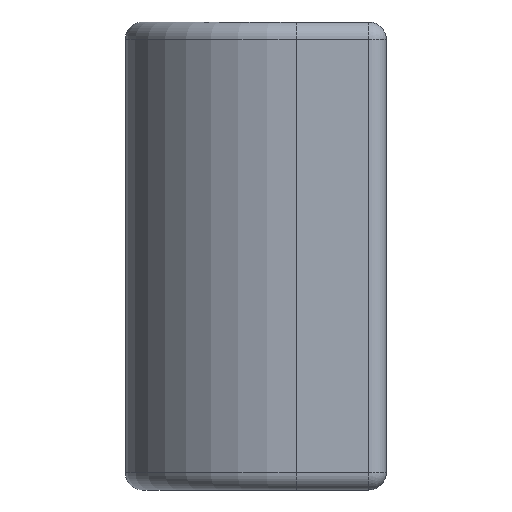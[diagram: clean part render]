
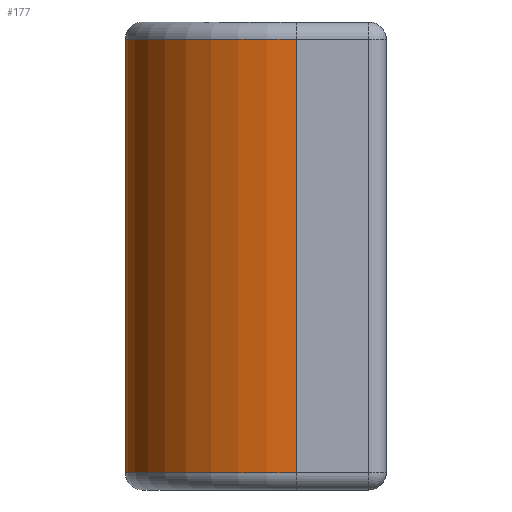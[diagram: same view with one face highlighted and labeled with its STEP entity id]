
A CAD part, left-side view. The second image highlights one B-rep face of the part: STEP entity #177.
In plain terms, the highlighted cylindrical face has radius 7.531 mm (diameter 15.062 mm), a partial arc.
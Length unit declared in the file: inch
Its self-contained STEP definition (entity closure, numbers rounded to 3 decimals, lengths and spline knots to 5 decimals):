
#4 = DIRECTION ( 'NONE',  ( 1., 0., 0. ) ) ;
#90 = CARTESIAN_POINT ( 'NONE',  ( -0.3905, 0.1565, 0.375 ) ) ;
#144 = DIRECTION ( 'NONE',  ( 0., 0., 1. ) ) ;
#156 = ORIENTED_EDGE ( 'NONE', *, *, #555, .F. ) ;
#177 = ADVANCED_FACE ( 'NONE', ( #2715 ), #897, .T. ) ;
#500 = CARTESIAN_POINT ( 'NONE',  ( -0.9835, 0.1565, 0.375 ) ) ;
#530 = CARTESIAN_POINT ( 'NONE',  ( -0.3905, 0.1565, 0.375 ) ) ;
#555 = EDGE_CURVE ( 'NONE', #1507, #1818, #1477, .T. ) ;
#897 = CYLINDRICAL_SURFACE ( 'NONE', #1582, 0.2965 ) ;
#1027 = CARTESIAN_POINT ( 'NONE',  ( -0.9835, 0.1565, 0.375 ) ) ;
#1363 = DIRECTION ( 'NONE',  ( 0., 0., -1. ) ) ;
#1477 = CIRCLE ( 'NONE', #2159, 0.2965 ) ;
#1507 = VERTEX_POINT ( 'NONE', #90 ) ;
#1536 = AXIS2_PLACEMENT_3D ( 'NONE', #1783, #144, #2060 ) ;
#1557 = DIRECTION ( 'NONE',  ( 1., 0., 0. ) ) ;
#1580 = ORIENTED_EDGE ( 'NONE', *, *, #2582, .T. ) ;
#1582 = AXIS2_PLACEMENT_3D ( 'NONE', #3199, #3458, #1557 ) ;
#1649 = DIRECTION ( 'NONE',  ( 0., 0., 1. ) ) ;
#1769 = VECTOR ( 'NONE', #1363, 39.37008 ) ;
#1771 = VECTOR ( 'NONE', #2953, 39.37008 ) ;
#1783 = CARTESIAN_POINT ( 'NONE',  ( -0.687, 0.1565, -0.375 ) ) ;
#1818 = VERTEX_POINT ( 'NONE', #500 ) ;
#1964 = CARTESIAN_POINT ( 'NONE',  ( -0.3905, 0.1565, -0.375 ) ) ;
#2060 = DIRECTION ( 'NONE',  ( 1., 0., 0. ) ) ;
#2159 = AXIS2_PLACEMENT_3D ( 'NONE', #3291, #1649, #4 ) ;
#2234 = EDGE_LOOP ( 'NONE', ( #1580, #2328, #3089, #156 ) ) ;
#2280 = CARTESIAN_POINT ( 'NONE',  ( -0.9835, 0.1565, -0.375 ) ) ;
#2328 = ORIENTED_EDGE ( 'NONE', *, *, #3506, .T. ) ;
#2505 = LINE ( 'NONE', #530, #1769 ) ;
#2582 = EDGE_CURVE ( 'NONE', #1507, #2718, #2505, .T. ) ;
#2715 = FACE_OUTER_BOUND ( 'NONE', #2234, .T. ) ;
#2718 = VERTEX_POINT ( 'NONE', #1964 ) ;
#2800 = VERTEX_POINT ( 'NONE', #2280 ) ;
#2953 = DIRECTION ( 'NONE',  ( 0., 0., -1. ) ) ;
#3089 = ORIENTED_EDGE ( 'NONE', *, *, #3549, .F. ) ;
#3122 = CIRCLE ( 'NONE', #1536, 0.2965 ) ;
#3199 = CARTESIAN_POINT ( 'NONE',  ( -0.687, 0.1565, 0. ) ) ;
#3242 = LINE ( 'NONE', #1027, #1771 ) ;
#3291 = CARTESIAN_POINT ( 'NONE',  ( -0.687, 0.1565, 0.375 ) ) ;
#3458 = DIRECTION ( 'NONE',  ( 0., 0., 1. ) ) ;
#3506 = EDGE_CURVE ( 'NONE', #2718, #2800, #3122, .T. ) ;
#3549 = EDGE_CURVE ( 'NONE', #1818, #2800, #3242, .T. ) ;
